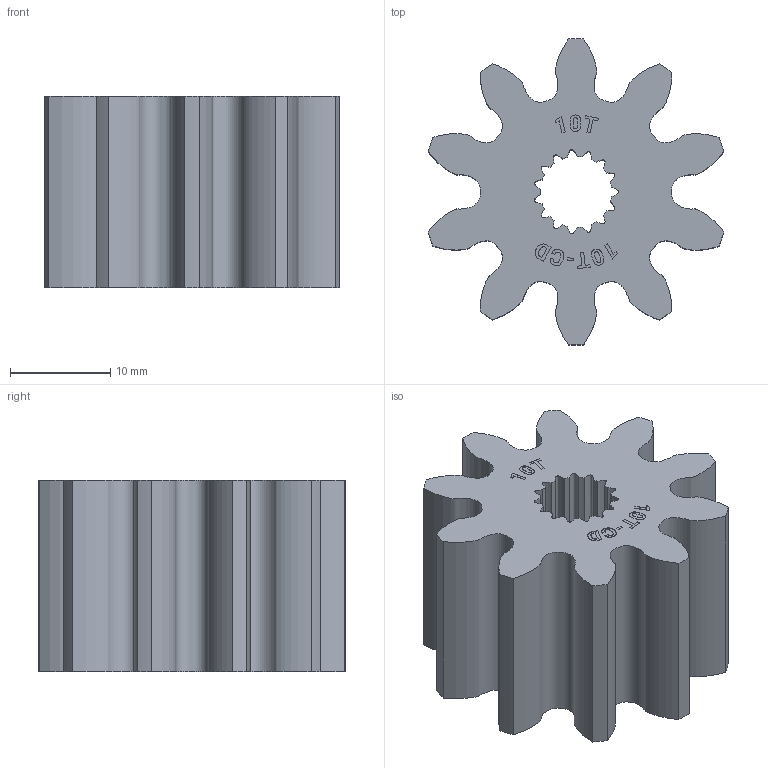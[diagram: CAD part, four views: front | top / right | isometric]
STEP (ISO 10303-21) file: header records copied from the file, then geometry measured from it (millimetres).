
FILE_DESCRIPTION (( 'STEP AP214' ), '1' );
FILE_NAME ('WCP-1005 Rev1.step', '2023-08-28T22:17:10', ( '' ), ( '' ), 'SwSTEP 2.0', 'SolidWorks 2022', '' );
FILE_SCHEMA (( 'AUTOMOTIVE_DESIGN' ));
Length unit declared in the file: inch
Products named in the file (1): WCP-1005 Rev1
Bounding box: 29.41 x 30.48 x 19.05 mm (x, y, z)
Volume: 8794.3 mm3; surface area: 4512.1 mm2
Topology: 1 solids, 1 shells, 241 faces, 648 edges, 432 vertices
Faces by surface type: plane 140, bspline 75, cylinder 26
Entity records: 16364 total; most frequent: CARTESIAN_POINT 10733, ORIENTED_EDGE 1296, DIRECTION 884, EDGE_CURVE 648, LINE 446, VECTOR 446, VERTEX_POINT 432, EDGE_LOOP 266
